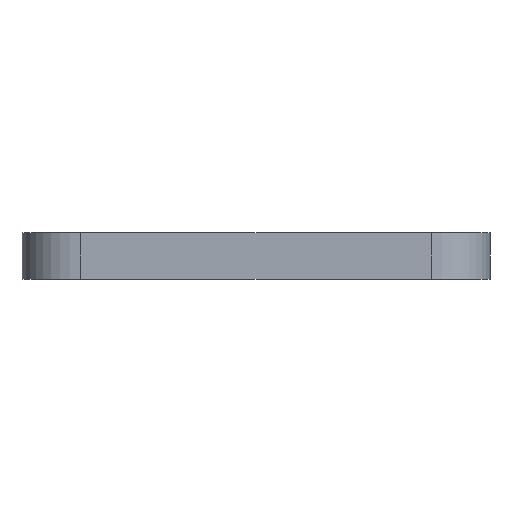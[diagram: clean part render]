
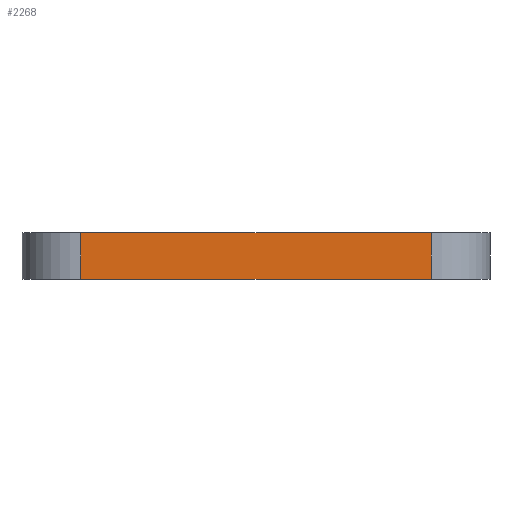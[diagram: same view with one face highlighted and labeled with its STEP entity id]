
A CAD part, left-side view. The second image highlights one B-rep face of the part: STEP entity #2268.
In plain terms, the highlighted planar face has unit normal (-1, 0, 0).
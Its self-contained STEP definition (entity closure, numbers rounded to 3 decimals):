
#3 = ORIENTED_EDGE ( 'NONE', *, *, #1248, .F. ) ;
#235 = ORIENTED_EDGE ( 'NONE', *, *, #2617, .F. ) ;
#362 = CARTESIAN_POINT ( 'NONE',  ( -60., -15., 4. ) ) ;
#405 = CARTESIAN_POINT ( 'NONE',  ( -60., -15., 0. ) ) ;
#446 = EDGE_CURVE ( 'NONE', #2706, #2202, #987, .T. ) ;
#619 = DIRECTION ( 'NONE',  ( 0., -1., 0. ) ) ;
#649 = DIRECTION ( 'NONE',  ( 0., 0., 1. ) ) ;
#651 = DIRECTION ( 'NONE',  ( 0., -1., 0. ) ) ;
#672 = EDGE_CURVE ( 'NONE', #2202, #1560, #1773, .T. ) ;
#689 = CARTESIAN_POINT ( 'NONE',  ( -60., -15., 4. ) ) ;
#937 = CARTESIAN_POINT ( 'NONE',  ( -60., 15., 4. ) ) ;
#942 = CARTESIAN_POINT ( 'NONE',  ( -60., -15., 4. ) ) ;
#987 = LINE ( 'NONE', #405, #3301 ) ;
#1118 = CARTESIAN_POINT ( 'NONE',  ( -60., 15., 0. ) ) ;
#1141 = CARTESIAN_POINT ( 'NONE',  ( -60., -15., 0. ) ) ;
#1229 = PLANE ( 'NONE',  #3036 ) ;
#1248 = EDGE_CURVE ( 'NONE', #3666, #1560, #2081, .T. ) ;
#1307 = EDGE_LOOP ( 'NONE', ( #235, #2499, #1942, #3 ) ) ;
#1560 = VERTEX_POINT ( 'NONE', #689 ) ;
#1759 = LINE ( 'NONE', #2930, #2849 ) ;
#1773 = LINE ( 'NONE', #2075, #3485 ) ;
#1849 = DIRECTION ( 'NONE',  ( 1., 0., 0. ) ) ;
#1942 = ORIENTED_EDGE ( 'NONE', *, *, #672, .T. ) ;
#2075 = CARTESIAN_POINT ( 'NONE',  ( -60., -15., 4. ) ) ;
#2081 = LINE ( 'NONE', #942, #3251 ) ;
#2202 = VERTEX_POINT ( 'NONE', #1141 ) ;
#2268 = ADVANCED_FACE ( 'NONE', ( #2446 ), #1229, .F. ) ;
#2446 = FACE_OUTER_BOUND ( 'NONE', #1307, .T. ) ;
#2469 = DIRECTION ( 'NONE',  ( 0., -1., 0. ) ) ;
#2499 = ORIENTED_EDGE ( 'NONE', *, *, #446, .T. ) ;
#2617 = EDGE_CURVE ( 'NONE', #2706, #3666, #1759, .T. ) ;
#2706 = VERTEX_POINT ( 'NONE', #1118 ) ;
#2849 = VECTOR ( 'NONE', #2949, 1000. ) ;
#2930 = CARTESIAN_POINT ( 'NONE',  ( -60., 15., 4. ) ) ;
#2949 = DIRECTION ( 'NONE',  ( 0., 0., 1. ) ) ;
#3036 = AXIS2_PLACEMENT_3D ( 'NONE', #362, #1849, #651 ) ;
#3251 = VECTOR ( 'NONE', #619, 1000. ) ;
#3301 = VECTOR ( 'NONE', #2469, 1000. ) ;
#3485 = VECTOR ( 'NONE', #649, 1000. ) ;
#3666 = VERTEX_POINT ( 'NONE', #937 ) ;
